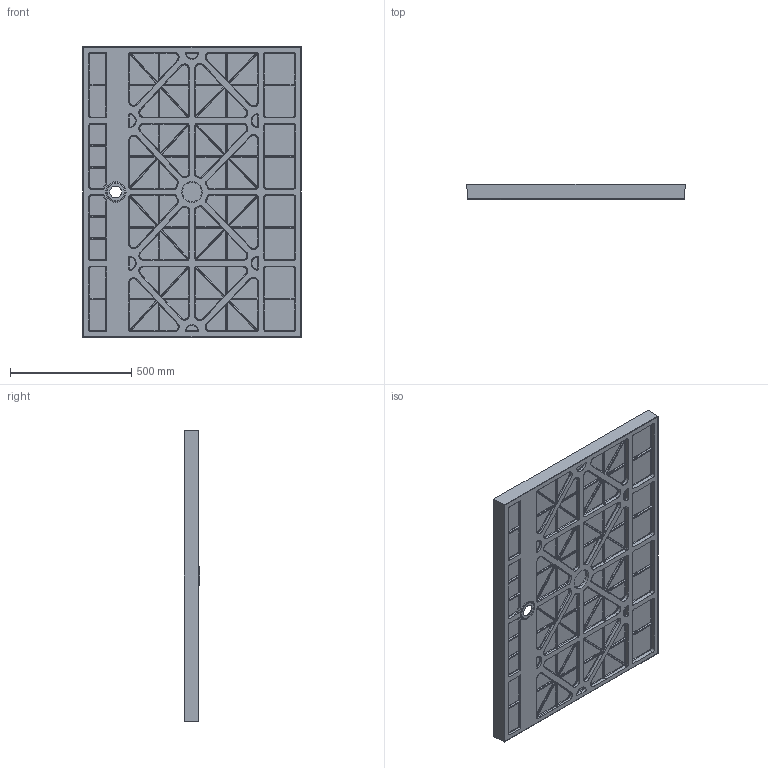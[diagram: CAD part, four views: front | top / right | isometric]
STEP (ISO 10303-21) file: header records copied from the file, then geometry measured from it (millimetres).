
FILE_DESCRIPTION (( 'STEP AP203' ), '1' );
FILE_NAME ('1200 X 900 Rear Grate - Final.STEP', '2023-03-24T01:27:51', ( '' ), ( '' ), 'SwSTEP 2.0', 'SolidWorks 2020', '' );
FILE_SCHEMA (( 'CONFIG_CONTROL_DESIGN' ));
Products named in the file (1): 1200 X 900 Rear Grate - Final
Bounding box: 900 x 62.5 x 1200 mm (x, y, z)
Volume: 10600859.9 mm3; surface area: 2918153 mm2
Topology: 1 solids, 1 shells, 2914 faces, 6913 edges, 4027 vertices
Faces by surface type: cylinder 1247, bspline 988, plane 554, sphere 93, cone 16, torus 16
Entity records: 124292 total; most frequent: CARTESIAN_POINT 65867, ORIENTED_EDGE 13814, DIRECTION 10465, EDGE_CURVE 6907, VERTEX_POINT 4027, AXIS2_PLACEMENT_3D 3879, EDGE_LOOP 2948, ADVANCED_FACE 2914
